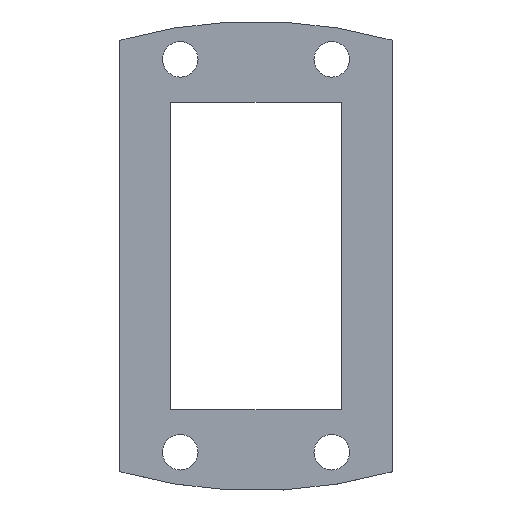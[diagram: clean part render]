
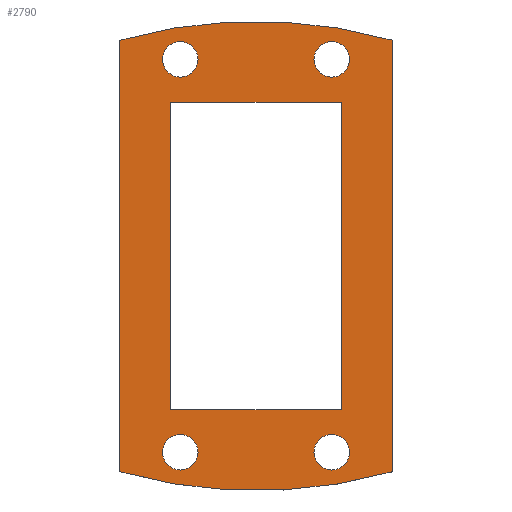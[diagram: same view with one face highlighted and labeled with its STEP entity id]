
A CAD part, top view. The second image highlights one B-rep face of the part: STEP entity #2790.
In plain terms, the highlighted planar face has unit normal (0, 0, 1).
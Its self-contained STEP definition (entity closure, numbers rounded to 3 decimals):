
#1440=CARTESIAN_POINT('',(3.879,-74.178,
-2.5));
#1450=DIRECTION('',(0.,0.,-1.));
#1460=DIRECTION('',(0.,1.,0.));
#1470=AXIS2_PLACEMENT_3D('',#1440,#1450,#1460);
#1480=PLANE('',#1470);
#1490=CARTESIAN_POINT('',(-24.051,-53.869,
-2.5));
#1500=DIRECTION('',(0.,0.,-1.));
#1510=DIRECTION('',(0.,1.,0.));
#1520=AXIS2_PLACEMENT_3D('',#1490,#1500,#1510);
#1530=CIRCLE('',#1520,105.);
#1540=CARTESIAN_POINT('',(-52.788,47.122,
-2.5));
#1550=VERTEX_POINT('',#1540);
#1560=CARTESIAN_POINT('',(4.712,47.114,
-2.5));
#1570=VERTEX_POINT('',#1560);
#1580=EDGE_CURVE('',#1550,#1570,#1530,.T.);
#1590=ORIENTED_EDGE('',*,*,#1580,.F.);
#1600=CARTESIAN_POINT('',(4.712,-74.178,
-2.5));
#1610=DIRECTION('',(0.,-1.,0.));
#1620=VECTOR('',#1610,1.);
#1630=LINE('',#1600,#1620);
#1640=CARTESIAN_POINT('',(4.712,-44.053,
-2.5));
#1650=VERTEX_POINT('',#1640);
#1660=EDGE_CURVE('',#1570,#1650,#1630,.T.);
#1670=ORIENTED_EDGE('',*,*,#1660,.F.);
#1680=CARTESIAN_POINT('',(-24.044,56.933,
-2.5));
#1690=DIRECTION('',(0.,0.,-1.));
#1700=DIRECTION('',(0.,-1.,0.));
#1710=AXIS2_PLACEMENT_3D('',#1680,#1690,#1700);
#1720=CIRCLE('',#1710,105.);
#1730=CARTESIAN_POINT('',(-52.788,-44.057,
-2.5));
#1740=VERTEX_POINT('',#1730);
#1750=EDGE_CURVE('',#1650,#1740,#1720,.T.);
#1760=ORIENTED_EDGE('',*,*,#1750,.F.);
#1770=CARTESIAN_POINT('',(-52.788,-74.178,
-2.5));
#1780=DIRECTION('',(0.,-1.,0.));
#1790=VECTOR('',#1780,1.);
#1800=LINE('',#1770,#1790);
#1810=EDGE_CURVE('',#1550,#1740,#1800,.T.);
#1820=ORIENTED_EDGE('',*,*,#1810,.T.);
#1830=EDGE_LOOP('',(#1820,#1760,#1670,#1590));
#1840=FACE_OUTER_BOUND('',#1830,.T.);
#1850=CARTESIAN_POINT('',(3.879,33.999,
-2.5));
#1860=DIRECTION('',(1.,0.,0.));
#1870=VECTOR('',#1860,1.);
#1880=LINE('',#1850,#1870);
#1890=CARTESIAN_POINT('',(-42.038,33.999,
-2.5));
#1900=VERTEX_POINT('',#1890);
#1910=CARTESIAN_POINT('',(-6.038,33.999,
-2.5));
#1920=VERTEX_POINT('',#1910);
#1930=EDGE_CURVE('',#1900,#1920,#1880,.T.);
#1940=ORIENTED_EDGE('',*,*,#1930,.T.);
#1950=CARTESIAN_POINT('',(-42.038,-74.178,
-2.5));
#1960=DIRECTION('',(0.,1.,0.));
#1970=VECTOR('',#1960,1.);
#1980=LINE('',#1950,#1970);
#1990=CARTESIAN_POINT('',(-42.038,-31.001,
-2.5));
#2000=VERTEX_POINT('',#1990);
#2010=EDGE_CURVE('',#2000,#1900,#1980,.T.);
#2020=ORIENTED_EDGE('',*,*,#2010,.T.);
#2030=CARTESIAN_POINT('',(3.879,-31.001,
-2.5));
#2040=DIRECTION('',(-1.,0.,0.));
#2050=VECTOR('',#2040,1.);
#2060=LINE('',#2030,#2050);
#2070=CARTESIAN_POINT('',(-6.038,-31.001,
-2.5));
#2080=VERTEX_POINT('',#2070);
#2090=EDGE_CURVE('',#2080,#2000,#2060,.T.);
#2100=ORIENTED_EDGE('',*,*,#2090,.T.);
#2110=CARTESIAN_POINT('',(-6.038,-74.178,
-2.5));
#2120=DIRECTION('',(0.,-1.,0.));
#2130=VECTOR('',#2120,1.);
#2140=LINE('',#2110,#2130);
#2150=EDGE_CURVE('',#1920,#2080,#2140,.T.);
#2160=ORIENTED_EDGE('',*,*,#2150,.T.);
#2170=EDGE_LOOP('',(#2160,#2100,#2020,#1940));
#2180=FACE_BOUND('',#2170,.T.);
#2190=CARTESIAN_POINT('',(-8.038,42.999,
-2.5));
#2200=DIRECTION('',(0.,0.,1.));
#2210=DIRECTION('',(0.,1.,0.));
#2220=AXIS2_PLACEMENT_3D('',#2190,#2200,#2210);
#2230=CIRCLE('',#2220,3.75);
#2240=CARTESIAN_POINT('',(-8.038,46.749,
-2.5));
#2250=VERTEX_POINT('',#2240);
#2260=CARTESIAN_POINT('',(-8.038,39.249,
-2.5));
#2270=VERTEX_POINT('',#2260);
#2280=EDGE_CURVE('',#2250,#2270,#2230,.T.);
#2290=ORIENTED_EDGE('',*,*,#2280,.F.);
#2300=EDGE_CURVE('',#2270,#2250,#2230,.T.);
#2310=ORIENTED_EDGE('',*,*,#2300,.F.);
#2320=EDGE_LOOP('',(#2310,#2290));
#2330=FACE_BOUND('',#2320,.T.);
#2340=CARTESIAN_POINT('',(-40.038,42.999,
-2.5));
#2350=DIRECTION('',(0.,0.,1.));
#2360=DIRECTION('',(0.,1.,0.));
#2370=AXIS2_PLACEMENT_3D('',#2340,#2350,#2360);
#2380=CIRCLE('',#2370,3.75);
#2390=CARTESIAN_POINT('',(-40.038,46.749,
-2.5));
#2400=VERTEX_POINT('',#2390);
#2410=CARTESIAN_POINT('',(-40.038,39.249,
-2.5));
#2420=VERTEX_POINT('',#2410);
#2430=EDGE_CURVE('',#2400,#2420,#2380,.T.);
#2440=ORIENTED_EDGE('',*,*,#2430,.F.);
#2450=EDGE_CURVE('',#2420,#2400,#2380,.T.);
#2460=ORIENTED_EDGE('',*,*,#2450,.F.);
#2470=EDGE_LOOP('',(#2460,#2440));
#2480=FACE_BOUND('',#2470,.T.);
#2490=CARTESIAN_POINT('',(-40.038,-40.001,
-2.5));
#2500=DIRECTION('',(0.,0.,1.));
#2510=DIRECTION('',(0.,1.,0.));
#2520=AXIS2_PLACEMENT_3D('',#2490,#2500,#2510);
#2530=CIRCLE('',#2520,3.75);
#2540=CARTESIAN_POINT('',(-40.038,-36.251,
-2.5));
#2550=VERTEX_POINT('',#2540);
#2560=CARTESIAN_POINT('',(-40.038,-43.751,
-2.5));
#2570=VERTEX_POINT('',#2560);
#2580=EDGE_CURVE('',#2550,#2570,#2530,.T.);
#2590=ORIENTED_EDGE('',*,*,#2580,.F.);
#2600=EDGE_CURVE('',#2570,#2550,#2530,.T.);
#2610=ORIENTED_EDGE('',*,*,#2600,.F.);
#2620=EDGE_LOOP('',(#2610,#2590));
#2630=FACE_BOUND('',#2620,.T.);
#2640=CARTESIAN_POINT('',(-8.038,-40.001,
-2.5));
#2650=DIRECTION('',(0.,0.,1.));
#2660=DIRECTION('',(0.,1.,0.));
#2670=AXIS2_PLACEMENT_3D('',#2640,#2650,#2660);
#2680=CIRCLE('',#2670,3.75);
#2690=CARTESIAN_POINT('',(-8.038,-36.251,
-2.5));
#2700=VERTEX_POINT('',#2690);
#2710=CARTESIAN_POINT('',(-8.038,-43.751,
-2.5));
#2720=VERTEX_POINT('',#2710);
#2730=EDGE_CURVE('',#2700,#2720,#2680,.T.);
#2740=ORIENTED_EDGE('',*,*,#2730,.F.);
#2750=EDGE_CURVE('',#2720,#2700,#2680,.T.);
#2760=ORIENTED_EDGE('',*,*,#2750,.F.);
#2770=EDGE_LOOP('',(#2760,#2740));
#2780=FACE_BOUND('',#2770,.T.);
#2790=ADVANCED_FACE('',(#1840,#2180,#2330,#2480,#2630,#2780),#1480,.F.);
